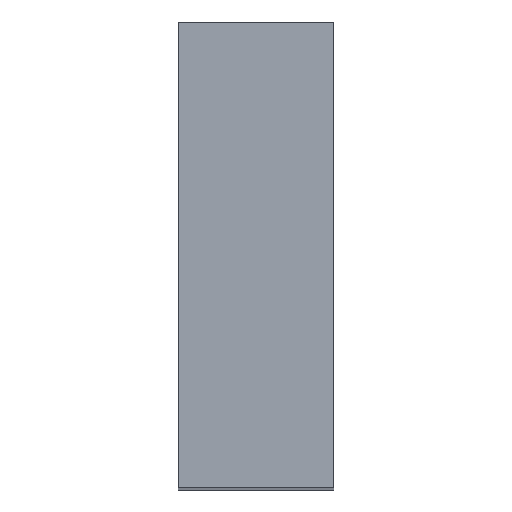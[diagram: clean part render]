
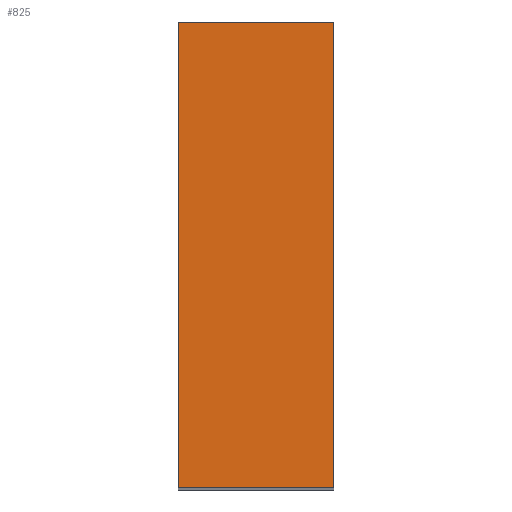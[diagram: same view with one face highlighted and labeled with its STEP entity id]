
A CAD part, top view. The second image highlights one B-rep face of the part: STEP entity #825.
In plain terms, the highlighted planar face has unit normal (0, 0, 1).
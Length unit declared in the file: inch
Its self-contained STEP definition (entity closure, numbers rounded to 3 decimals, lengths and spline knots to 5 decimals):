
#10 = CARTESIAN_POINT ( 'NONE',  ( -0.5, 1.5, 2. ) ) ;
#14 = CARTESIAN_POINT ( 'NONE',  ( 0., 1.5, 2. ) ) ;
#35 = VECTOR ( 'NONE', #451, 39.37008 ) ;
#44 = DIRECTION ( 'NONE',  ( 0., -1., 0. ) ) ;
#58 = EDGE_CURVE ( 'NONE', #527, #1166, #1142, .T. ) ;
#66 = ORIENTED_EDGE ( 'NONE', *, *, #1089, .T. ) ;
#87 = VECTOR ( 'NONE', #227, 39.37008 ) ;
#160 = EDGE_CURVE ( 'NONE', #1157, #646, #1054, .T. ) ;
#212 = DIRECTION ( 'NONE',  ( 0., -1., 0. ) ) ;
#227 = DIRECTION ( 'NONE',  ( 1., 0., 0. ) ) ;
#241 = PLANE ( 'NONE',  #821 ) ;
#246 = LINE ( 'NONE', #840, #997 ) ;
#267 = CARTESIAN_POINT ( 'NONE',  ( -0.5, 0., 2. ) ) ;
#410 = CARTESIAN_POINT ( 'NONE',  ( 0., 0., 2. ) ) ;
#420 = DIRECTION ( 'NONE',  ( -1., 0., 0. ) ) ;
#441 = ORIENTED_EDGE ( 'NONE', *, *, #58, .T. ) ;
#451 = DIRECTION ( 'NONE',  ( 1., 0., 0. ) ) ;
#487 = ORIENTED_EDGE ( 'NONE', *, *, #960, .F. ) ;
#527 = VERTEX_POINT ( 'NONE', #267 ) ;
#589 = CARTESIAN_POINT ( 'NONE',  ( -0.5, 1.5, 2. ) ) ;
#606 = ORIENTED_EDGE ( 'NONE', *, *, #160, .F. ) ;
#646 = VERTEX_POINT ( 'NONE', #14 ) ;
#678 = CARTESIAN_POINT ( 'NONE',  ( -0.5, 0., 2. ) ) ;
#726 = FACE_OUTER_BOUND ( 'NONE', #913, .T. ) ;
#821 = AXIS2_PLACEMENT_3D ( 'NONE', #964, #1134, #420 ) ;
#825 = ADVANCED_FACE ( 'NONE', ( #726 ), #241, .F. ) ;
#840 = CARTESIAN_POINT ( 'NONE',  ( -0.5, 1.5, 2. ) ) ;
#913 = EDGE_LOOP ( 'NONE', ( #441, #487, #606, #66 ) ) ;
#930 = VECTOR ( 'NONE', #44, 39.37008 ) ;
#960 = EDGE_CURVE ( 'NONE', #646, #1166, #1078, .T. ) ;
#963 = CARTESIAN_POINT ( 'NONE',  ( 0., 1.5, 2. ) ) ;
#964 = CARTESIAN_POINT ( 'NONE',  ( -0.5, 1.5, 2. ) ) ;
#997 = VECTOR ( 'NONE', #212, 39.37008 ) ;
#1054 = LINE ( 'NONE', #10, #35 ) ;
#1078 = LINE ( 'NONE', #963, #930 ) ;
#1089 = EDGE_CURVE ( 'NONE', #1157, #527, #246, .T. ) ;
#1134 = DIRECTION ( 'NONE',  ( 0., 0., -1. ) ) ;
#1142 = LINE ( 'NONE', #678, #87 ) ;
#1157 = VERTEX_POINT ( 'NONE', #589 ) ;
#1166 = VERTEX_POINT ( 'NONE', #410 ) ;
